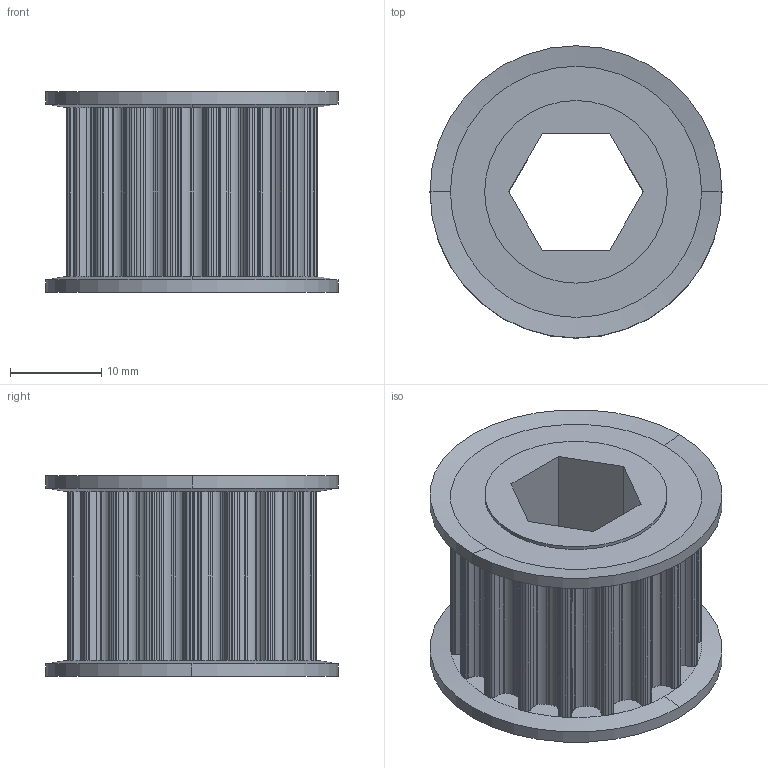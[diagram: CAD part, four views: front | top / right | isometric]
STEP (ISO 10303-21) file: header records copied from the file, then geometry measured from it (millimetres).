
FILE_DESCRIPTION (( 'STEP AP214' ), '1' );
FILE_NAME ('WCP-0605 Rev1.step', '2022-11-23T02:33:19', ( '' ), ( '' ), 'SwSTEP 2.0', 'SolidWorks 2020', '' );
FILE_SCHEMA (( 'AUTOMOTIVE_DESIGN' ));
Length unit declared in the file: inch
Products named in the file (1): WCP-0605 Rev1
Bounding box: 32 x 32 x 22 mm (x, y, z)
Volume: 8427.9 mm3; surface area: 5581.2 mm2
Topology: 1 solids, 1 shells, 368 faces, 1082 edges, 720 vertices
Faces by surface type: cylinder 312, plane 48, cone 8
Entity records: 17360 total; most frequent: DIRECTION 2456, CARTESIAN_POINT 2171, ORIENTED_EDGE 2164, EDGE_CURVE 1082, AXIS2_PLACEMENT_3D 1005, VERTEX_POINT 720, CIRCLE 636, VECTOR 446
